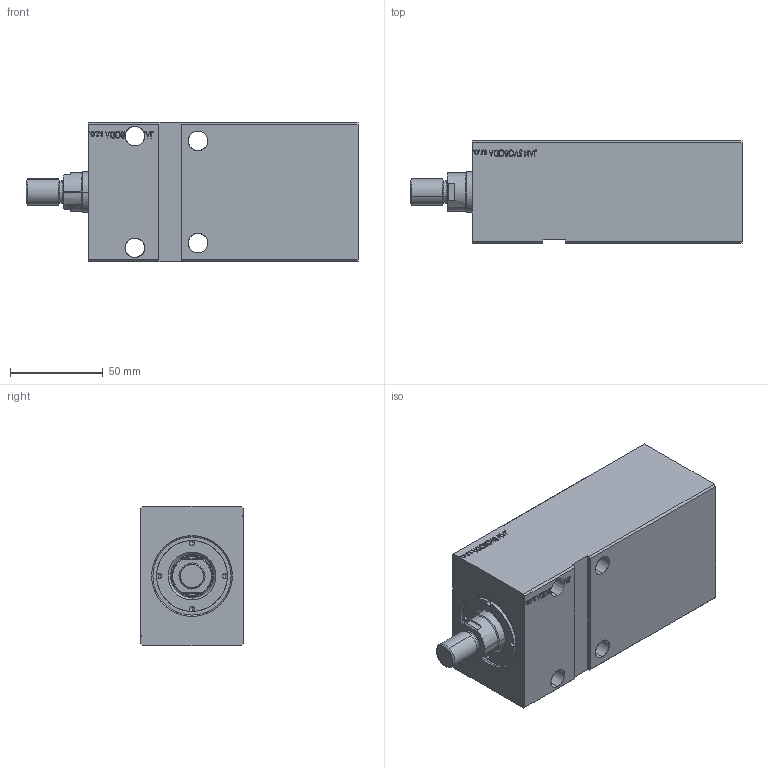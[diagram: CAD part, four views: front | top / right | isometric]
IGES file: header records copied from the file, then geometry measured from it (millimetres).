
Start section: SolidWorks IGES file using analytic representation for surfaces
Global section: file name: b8fd.IGS; native system: SolidWorks 2019; preprocessor: SolidWorks 2019; author: admin; date: 200918.200244; units: millimetre
Bounding box: 178.5 x 55 x 75 mm (x, y, z)
Surface area: 83024.9 mm2 (no closed solid volume)
Topology: 0 solids, 0 shells, 796 faces, 11197 edges, 11189 vertices
Faces by surface type: bspline 720, revolution 76
